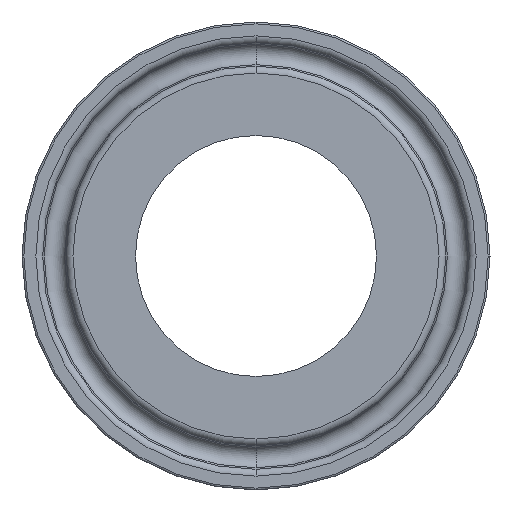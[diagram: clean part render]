
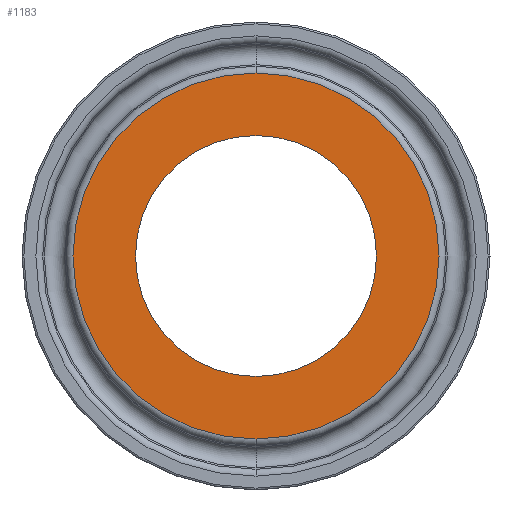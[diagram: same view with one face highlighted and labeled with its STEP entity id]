
A CAD part, left-side view. The second image highlights one B-rep face of the part: STEP entity #1183.
In plain terms, the highlighted planar face has unit normal (-1, 0, 0).
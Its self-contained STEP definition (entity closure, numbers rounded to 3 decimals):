
#529 = CARTESIAN_POINT ( 'NONE',  ( 0., 0., 0. ) ) ;
#533 = CIRCLE ( 'NONE', #4212, 13. ) ;
#709 = CARTESIAN_POINT ( 'NONE',  ( 0., 0., 0. ) ) ;
#1183 = ADVANCED_FACE ( 'NONE', ( #9819, #4254 ), #14501, .F. ) ;
#1229 = CARTESIAN_POINT ( 'NONE',  ( 0., 0., 19.747 ) ) ;
#1586 = EDGE_CURVE ( 'NONE', #1818, #7215, #9823, .T. ) ;
#1736 = DIRECTION ( 'NONE',  ( 0., 0., -1. ) ) ;
#1818 = VERTEX_POINT ( 'NONE', #14470 ) ;
#2264 = CARTESIAN_POINT ( 'NONE',  ( 0., 0., -13. ) ) ;
#2650 = AXIS2_PLACEMENT_3D ( 'NONE', #709, #12388, #3091 ) ;
#2728 = DIRECTION ( 'NONE',  ( 1., 0., 0. ) ) ;
#2758 = EDGE_LOOP ( 'NONE', ( #9344, #11637 ) ) ;
#3091 = DIRECTION ( 'NONE',  ( 0., 0., 1. ) ) ;
#4212 = AXIS2_PLACEMENT_3D ( 'NONE', #4926, #9580, #7276 ) ;
#4254 = FACE_OUTER_BOUND ( 'NONE', #5419, .T. ) ;
#4926 = CARTESIAN_POINT ( 'NONE',  ( 0., 0., 0. ) ) ;
#5119 = EDGE_CURVE ( 'NONE', #14017, #11673, #533, .T. ) ;
#5171 = AXIS2_PLACEMENT_3D ( 'NONE', #8737, #2728, #1736 ) ;
#5193 = DIRECTION ( 'NONE',  ( -1., 0., 0. ) ) ;
#5419 = EDGE_LOOP ( 'NONE', ( #9271, #11595 ) ) ;
#5533 = DIRECTION ( 'NONE',  ( -1., 0., 0. ) ) ;
#6475 = EDGE_CURVE ( 'NONE', #7215, #1818, #14219, .T. ) ;
#6789 = CIRCLE ( 'NONE', #2650, 13. ) ;
#6886 = AXIS2_PLACEMENT_3D ( 'NONE', #11335, #5533, #9118 ) ;
#7215 = VERTEX_POINT ( 'NONE', #1229 ) ;
#7276 = DIRECTION ( 'NONE',  ( 0., 0., 1. ) ) ;
#8737 = CARTESIAN_POINT ( 'NONE',  ( 0., 25.05, 0. ) ) ;
#8854 = AXIS2_PLACEMENT_3D ( 'NONE', #529, #5193, #13448 ) ;
#9118 = DIRECTION ( 'NONE',  ( 0., 0., 1. ) ) ;
#9271 = ORIENTED_EDGE ( 'NONE', *, *, #6475, .T. ) ;
#9344 = ORIENTED_EDGE ( 'NONE', *, *, #15076, .F. ) ;
#9580 = DIRECTION ( 'NONE',  ( -1., 0., 0. ) ) ;
#9819 = FACE_BOUND ( 'NONE', #2758, .T. ) ;
#9823 = CIRCLE ( 'NONE', #6886, 19.747 ) ;
#11133 = CARTESIAN_POINT ( 'NONE',  ( 0., 0., 13. ) ) ;
#11335 = CARTESIAN_POINT ( 'NONE',  ( 0., 0., 0. ) ) ;
#11595 = ORIENTED_EDGE ( 'NONE', *, *, #1586, .T. ) ;
#11637 = ORIENTED_EDGE ( 'NONE', *, *, #5119, .F. ) ;
#11673 = VERTEX_POINT ( 'NONE', #11133 ) ;
#12388 = DIRECTION ( 'NONE',  ( -1., 0., 0. ) ) ;
#13448 = DIRECTION ( 'NONE',  ( 0., 0., 1. ) ) ;
#14017 = VERTEX_POINT ( 'NONE', #2264 ) ;
#14219 = CIRCLE ( 'NONE', #8854, 19.747 ) ;
#14470 = CARTESIAN_POINT ( 'NONE',  ( 0., 0., -19.747 ) ) ;
#14501 = PLANE ( 'NONE',  #5171 ) ;
#15076 = EDGE_CURVE ( 'NONE', #11673, #14017, #6789, .T. ) ;
